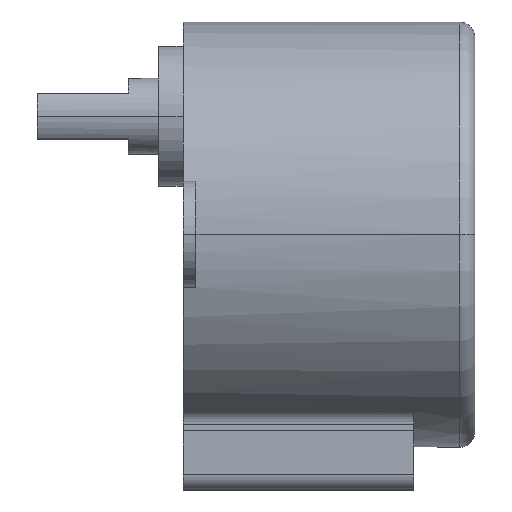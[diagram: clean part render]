
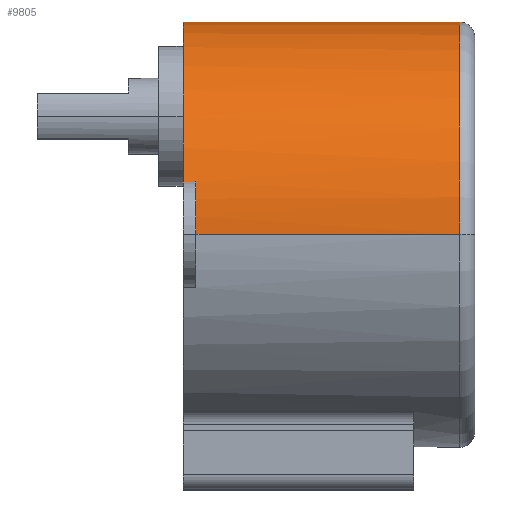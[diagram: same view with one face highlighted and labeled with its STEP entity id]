
A CAD part, top view. The second image highlights one B-rep face of the part: STEP entity #9805.
In plain terms, the highlighted cylindrical face has radius 14 mm (diameter 28 mm), a partial arc.
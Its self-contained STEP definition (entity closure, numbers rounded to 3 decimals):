
#58 = ORIENTED_EDGE ( 'NONE', *, *, #1540, .F. ) ;
#177 = VERTEX_POINT ( 'NONE', #4370 ) ;
#351 = CIRCLE ( 'NONE', #2938, 14. ) ;
#680 = EDGE_CURVE ( 'NONE', #5719, #1182, #5281, .T. ) ;
#730 = AXIS2_PLACEMENT_3D ( 'NONE', #7828, #1016, #6306 ) ;
#846 = EDGE_CURVE ( 'NONE', #8356, #5719, #8252, .T. ) ;
#864 = ORIENTED_EDGE ( 'NONE', *, *, #9437, .T. ) ;
#886 = DIRECTION ( 'NONE',  ( 0., 0., 1. ) ) ;
#971 = DIRECTION ( 'NONE',  ( 0., 0., -1. ) ) ;
#1002 = CARTESIAN_POINT ( 'NONE',  ( 19.2, 0., 0. ) ) ;
#1016 = DIRECTION ( 'NONE',  ( 1., 0., 0. ) ) ;
#1084 = CARTESIAN_POINT ( 'NONE',  ( 0.85, 3.5, -13.555 ) ) ;
#1182 = VERTEX_POINT ( 'NONE', #6261 ) ;
#1540 = EDGE_CURVE ( 'NONE', #9042, #177, #6355, .T. ) ;
#1545 = DIRECTION ( 'NONE',  ( -1., 0., 0. ) ) ;
#1756 = DIRECTION ( 'NONE',  ( -1., 0., 0. ) ) ;
#1769 = CYLINDRICAL_SURFACE ( 'NONE', #4883, 14. ) ;
#1809 = DIRECTION ( 'NONE',  ( -1., 0., 0. ) ) ;
#1824 = CARTESIAN_POINT ( 'NONE',  ( 0.85, 0., 0. ) ) ;
#1935 = EDGE_CURVE ( 'NONE', #6758, #1182, #2091, .T. ) ;
#2030 = DIRECTION ( 'NONE',  ( -1., 0., 0. ) ) ;
#2091 = LINE ( 'NONE', #3986, #4937 ) ;
#2224 = FACE_OUTER_BOUND ( 'NONE', #3523, .T. ) ;
#2581 = DIRECTION ( 'NONE',  ( 0., 0., 1. ) ) ;
#2810 = CARTESIAN_POINT ( 'NONE',  ( 0.85, 0., -14. ) ) ;
#2938 = AXIS2_PLACEMENT_3D ( 'NONE', #4002, #5511, #971 ) ;
#3031 = CIRCLE ( 'NONE', #8419, 14. ) ;
#3284 = VECTOR ( 'NONE', #3548, 1000. ) ;
#3523 = EDGE_LOOP ( 'NONE', ( #9777, #864, #5264, #4896, #7894, #8986, #6314, #58 ) ) ;
#3548 = DIRECTION ( 'NONE',  ( -1., 0., 0. ) ) ;
#3986 = CARTESIAN_POINT ( 'NONE',  ( 0.85, 3.5, 13.555 ) ) ;
#3996 = CARTESIAN_POINT ( 'NONE',  ( 0.85, 3.5, -13.555 ) ) ;
#4002 = CARTESIAN_POINT ( 'NONE',  ( 18.2, 0., 0. ) ) ;
#4370 = CARTESIAN_POINT ( 'NONE',  ( 0.85, 0., 14. ) ) ;
#4483 = LINE ( 'NONE', #8374, #9221 ) ;
#4707 = CIRCLE ( 'NONE', #5551, 14. ) ;
#4883 = AXIS2_PLACEMENT_3D ( 'NONE', #1002, #6287, #7898 ) ;
#4896 = ORIENTED_EDGE ( 'NONE', *, *, #846, .T. ) ;
#4937 = VECTOR ( 'NONE', #2030, 1000. ) ;
#5020 = VERTEX_POINT ( 'NONE', #5689 ) ;
#5264 = ORIENTED_EDGE ( 'NONE', *, *, #6787, .F. ) ;
#5281 = CIRCLE ( 'NONE', #730, 14. ) ;
#5287 = EDGE_CURVE ( 'NONE', #9042, #5020, #351, .T. ) ;
#5346 = CARTESIAN_POINT ( 'NONE',  ( 0.85, 0., 0. ) ) ;
#5511 = DIRECTION ( 'NONE',  ( -1., 0., 0. ) ) ;
#5551 = AXIS2_PLACEMENT_3D ( 'NONE', #1824, #1756, #2581 ) ;
#5567 = CARTESIAN_POINT ( 'NONE',  ( 19.2, 0., 14. ) ) ;
#5689 = CARTESIAN_POINT ( 'NONE',  ( 18.2, 0., -14. ) ) ;
#5719 = VERTEX_POINT ( 'NONE', #8872 ) ;
#5881 = VECTOR ( 'NONE', #1809, 1000. ) ;
#6261 = CARTESIAN_POINT ( 'NONE',  ( 0., 3.5, 13.555 ) ) ;
#6287 = DIRECTION ( 'NONE',  ( -1., 0., 0. ) ) ;
#6306 = DIRECTION ( 'NONE',  ( 0., 0., -1. ) ) ;
#6314 = ORIENTED_EDGE ( 'NONE', *, *, #9388, .F. ) ;
#6355 = LINE ( 'NONE', #5567, #5881 ) ;
#6758 = VERTEX_POINT ( 'NONE', #7064 ) ;
#6787 = EDGE_CURVE ( 'NONE', #8356, #7391, #4707, .T. ) ;
#7064 = CARTESIAN_POINT ( 'NONE',  ( 0.85, 3.5, 13.555 ) ) ;
#7391 = VERTEX_POINT ( 'NONE', #2810 ) ;
#7828 = CARTESIAN_POINT ( 'NONE',  ( 0., 0., 0. ) ) ;
#7894 = ORIENTED_EDGE ( 'NONE', *, *, #680, .T. ) ;
#7898 = DIRECTION ( 'NONE',  ( 0., 0., 1. ) ) ;
#8123 = CARTESIAN_POINT ( 'NONE',  ( 18.2, 0., 14. ) ) ;
#8252 = LINE ( 'NONE', #1084, #3284 ) ;
#8356 = VERTEX_POINT ( 'NONE', #3996 ) ;
#8374 = CARTESIAN_POINT ( 'NONE',  ( 19.2, 0., -14. ) ) ;
#8404 = DIRECTION ( 'NONE',  ( -1., 0., 0. ) ) ;
#8419 = AXIS2_PLACEMENT_3D ( 'NONE', #5346, #8404, #886 ) ;
#8872 = CARTESIAN_POINT ( 'NONE',  ( 0., 3.5, -13.555 ) ) ;
#8986 = ORIENTED_EDGE ( 'NONE', *, *, #1935, .F. ) ;
#9042 = VERTEX_POINT ( 'NONE', #8123 ) ;
#9221 = VECTOR ( 'NONE', #1545, 1000. ) ;
#9388 = EDGE_CURVE ( 'NONE', #177, #6758, #3031, .T. ) ;
#9437 = EDGE_CURVE ( 'NONE', #5020, #7391, #4483, .T. ) ;
#9777 = ORIENTED_EDGE ( 'NONE', *, *, #5287, .T. ) ;
#9805 = ADVANCED_FACE ( 'NONE', ( #2224 ), #1769, .T. ) ;
